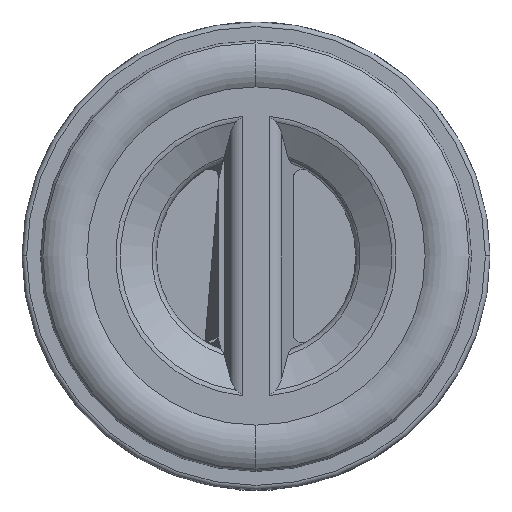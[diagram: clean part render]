
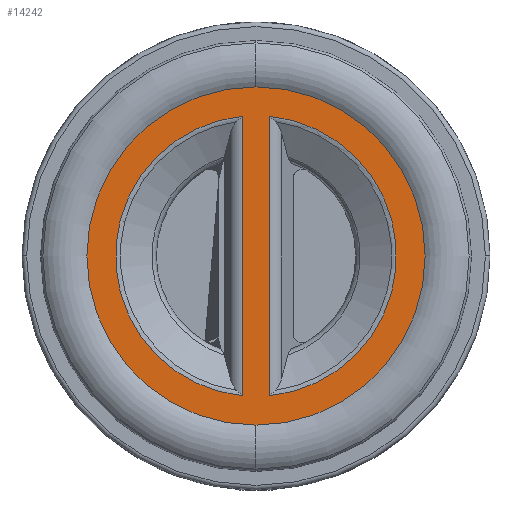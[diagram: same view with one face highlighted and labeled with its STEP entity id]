
A CAD part, front view. The second image highlights one B-rep face of the part: STEP entity #14242.
In plain terms, the highlighted planar face has unit normal (0, -1, 0).
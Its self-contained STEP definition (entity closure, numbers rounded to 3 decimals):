
#4968 = AXIS2_PLACEMENT_3D ( 'NONE', #5679, #5680, #5681 ) ;
#4977 = AXIS2_PLACEMENT_3D ( 'NONE', #5698, #5699, #5700 ) ;
#4988 = VECTOR ( 'NONE', #5764, 1000. ) ;
#4989 = AXIS2_PLACEMENT_3D ( 'NONE', #5761, #5768, #5769 ) ;
#4990 = VECTOR ( 'NONE', #5767, 1000. ) ;
#5679 = CARTESIAN_POINT ( 'NONE',  ( 0., -1.5, 0. ) ) ;
#5680 = DIRECTION ( 'NONE',  ( 0., -1., 0. ) ) ;
#5681 = DIRECTION ( 'NONE',  ( 0., 0., -1. ) ) ;
#5698 = CARTESIAN_POINT ( 'NONE',  ( 0., -1.5, 0. ) ) ;
#5699 = DIRECTION ( 'NONE',  ( 0., -1., 0. ) ) ;
#5700 = DIRECTION ( 'NONE',  ( 0., 0., -1. ) ) ;
#5761 = CARTESIAN_POINT ( 'NONE',  ( 0., -1.5, 0. ) ) ;
#5762 = LINE ( 'NONE', #5763, #4988 ) ;
#5763 = CARTESIAN_POINT ( 'NONE',  ( -2.896, -1.5, -500000. ) ) ;
#5764 = DIRECTION ( 'NONE',  ( 0., 0., 1. ) ) ;
#5765 = LINE ( 'NONE', #5766, #4990 ) ;
#5766 = CARTESIAN_POINT ( 'NONE',  ( 2.896, -1.5, -500000. ) ) ;
#5767 = DIRECTION ( 'NONE',  ( 0., 0., 1. ) ) ;
#5768 = DIRECTION ( 'NONE',  ( 0., -1., 0. ) ) ;
#5769 = DIRECTION ( 'NONE',  ( 0., 0., -1. ) ) ;
#9525 = CARTESIAN_POINT ( 'NONE',  ( -2.896, -1.5, -30.155 ) ) ;
#14242 = ADVANCED_FACE ( 'NONE', ( #16482, #16485, #16487 ), #28989, .F. ) ;
#14850 = EDGE_CURVE ( 'NONE', #30408, #30418, #26854, .T. ) ;
#14853 = EDGE_CURVE ( 'NONE', #30086, #24360, #26855, .T. ) ;
#14867 = EDGE_CURVE ( 'NONE', #24360, #30086, #5762, .T. ) ;
#14868 = EDGE_CURVE ( 'NONE', #30408, #30418, #5765, .T. ) ;
#14869 = EDGE_CURVE ( 'NONE', #30194, #30277, #26860, .T. ) ;
#16482 = FACE_BOUND ( 'NONE', #17295, .T. ) ;
#16483 = AXIS2_PLACEMENT_3D ( 'NONE', #28990, #28991, #28992 ) ;
#16485 = FACE_BOUND ( 'NONE', #17223, .T. ) ;
#16487 = FACE_OUTER_BOUND ( 'NONE', #17312, .T. ) ;
#17151 = ORIENTED_EDGE ( 'NONE', *, *, #14853, .F. ) ;
#17152 = ORIENTED_EDGE ( 'NONE', *, *, #14867, .F. ) ;
#17153 = ORIENTED_EDGE ( 'NONE', *, *, #14868, .T. ) ;
#17154 = ORIENTED_EDGE ( 'NONE', *, *, #14850, .F. ) ;
#17155 = ORIENTED_EDGE ( 'NONE', *, *, #14869, .T. ) ;
#17156 = ORIENTED_EDGE ( 'NONE', *, *, #26423, .T. ) ;
#17223 = EDGE_LOOP ( 'NONE', ( #17154, #17153 ) ) ;
#17295 = EDGE_LOOP ( 'NONE', ( #17151, #17152 ) ) ;
#17312 = EDGE_LOOP ( 'NONE', ( #17156, #17155 ) ) ;
#21923 = CARTESIAN_POINT ( 'NONE',  ( 0., -1.5, 0. ) ) ;
#21924 = DIRECTION ( 'NONE',  ( 0., -1., 0. ) ) ;
#21925 = DIRECTION ( 'NONE',  ( 0., 0., -1. ) ) ;
#22996 = AXIS2_PLACEMENT_3D ( 'NONE', #21923, #21924, #21925 ) ;
#23303 = CARTESIAN_POINT ( 'NONE',  ( -2.896, -1.5, 30.155 ) ) ;
#23394 = CARTESIAN_POINT ( 'NONE',  ( 0., -1.5, 36.5 ) ) ;
#23467 = CARTESIAN_POINT ( 'NONE',  ( 0., -1.5, -36.5 ) ) ;
#23574 = CARTESIAN_POINT ( 'NONE',  ( 2.896, -1.5, -30.155 ) ) ;
#23583 = CARTESIAN_POINT ( 'NONE',  ( 2.896, -1.5, 30.155 ) ) ;
#24360 = VERTEX_POINT ( 'NONE', #9525 ) ;
#26423 = EDGE_CURVE ( 'NONE', #30277, #30194, #27193, .T. ) ;
#26854 = CIRCLE ( 'NONE', #4968, 30.294 ) ;
#26855 = CIRCLE ( 'NONE', #4977, 30.294 ) ;
#26860 = CIRCLE ( 'NONE', #4989, 36.5 ) ;
#27193 = CIRCLE ( 'NONE', #22996, 36.5 ) ;
#28989 = PLANE ( 'NONE',  #16483 ) ;
#28990 = CARTESIAN_POINT ( 'NONE',  ( 0., -1.5, 0. ) ) ;
#28991 = DIRECTION ( 'NONE',  ( 0., 1., 0. ) ) ;
#28992 = DIRECTION ( 'NONE',  ( 0., 0., 1. ) ) ;
#30086 = VERTEX_POINT ( 'NONE', #23303 ) ;
#30194 = VERTEX_POINT ( 'NONE', #23394 ) ;
#30277 = VERTEX_POINT ( 'NONE', #23467 ) ;
#30408 = VERTEX_POINT ( 'NONE', #23574 ) ;
#30418 = VERTEX_POINT ( 'NONE', #23583 ) ;
